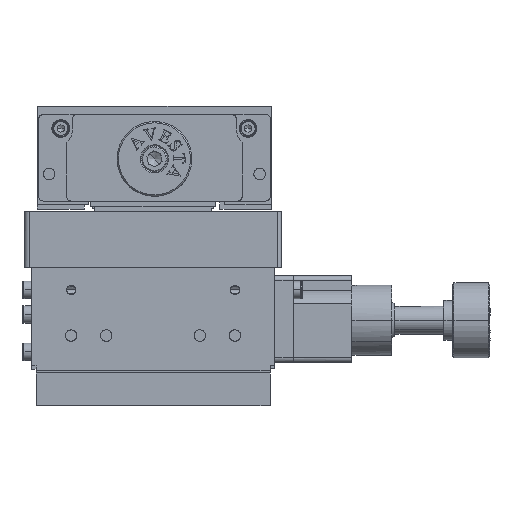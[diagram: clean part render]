
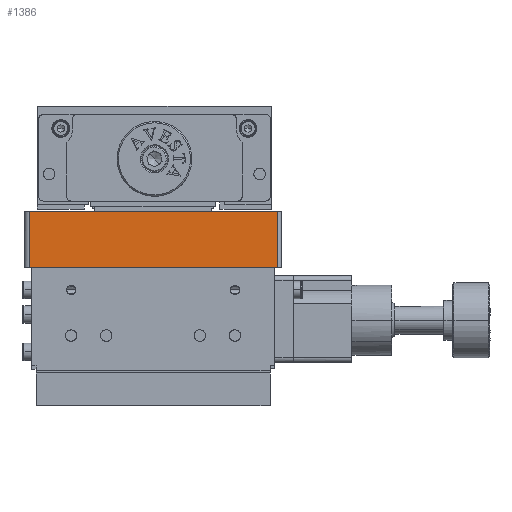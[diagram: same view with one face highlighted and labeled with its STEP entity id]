
A CAD part, left-side view. The second image highlights one B-rep face of the part: STEP entity #1386.
In plain terms, the highlighted free-form (B-spline) face has degree [1, 1] with [2, 2] control points.
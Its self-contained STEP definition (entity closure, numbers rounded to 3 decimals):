
#1386=ADVANCED_FACE('',(#2916),#51112,.T.);
#2916=FACE_OUTER_BOUND('',#4529,.T.);
#4529=EDGE_LOOP('',(#8515,#8516,#8517,#8518));
#8515=ORIENTED_EDGE('',*,*,#36431,.T.);
#8516=ORIENTED_EDGE('',*,*,#36432,.T.);
#8517=ORIENTED_EDGE('',*,*,#36433,.T.);
#8518=ORIENTED_EDGE('',*,*,#36434,.T.);
#18418=PCURVE('',#51112,#26126);
#18419=PCURVE('',#51112,#26127);
#18420=PCURVE('',#51112,#26128);
#18421=PCURVE('',#51112,#26129);
#18502=PCURVE('',#51775,#26210);
#18512=PCURVE('',#51776,#26220);
#18536=PCURVE('',#51117,#26244);
#18846=PCURVE('',#51145,#26554);
#26126=DEFINITIONAL_REPRESENTATION('',(#42479),#110612);
#26127=DEFINITIONAL_REPRESENTATION('',(#42481),#110612);
#26128=DEFINITIONAL_REPRESENTATION('',(#42483),#110612);
#26129=DEFINITIONAL_REPRESENTATION('',(#42485),#110612);
#26210=DEFINITIONAL_REPRESENTATION('',(#42598),#110612);
#26220=DEFINITIONAL_REPRESENTATION('',(#42613),#110612);
#26244=DEFINITIONAL_REPRESENTATION('',(#42640),#110612);
#26554=DEFINITIONAL_REPRESENTATION('',(#42926),#110612);
#32518=SURFACE_CURVE('',#42478,(#18418,#18512),.PCURVE_S1.);
#32519=SURFACE_CURVE('',#42480,(#18419,#18536),.PCURVE_S1.);
#32520=SURFACE_CURVE('',#42482,(#18420,#18502),.PCURVE_S1.);
#32521=SURFACE_CURVE('',#42484,(#18421,#18846),.PCURVE_S1.);
#36431=EDGE_CURVE('',#49203,#49204,#32518,.T.);
#36432=EDGE_CURVE('',#49204,#49205,#32519,.T.);
#36433=EDGE_CURVE('',#49205,#49206,#32520,.T.);
#36434=EDGE_CURVE('',#49206,#49203,#32521,.T.);
#42478=B_SPLINE_CURVE_WITH_KNOTS('',1,(#74091,#74092),.UNSPECIFIED.,.F.,
 .F.,(2,2),(-12.,0.),.UNSPECIFIED.);
#42479=B_SPLINE_CURVE_WITH_KNOTS('',1,(#74093,#74094),.UNSPECIFIED.,.F.,
 .F.,(2,2),(-12.,0.),.UNSPECIFIED.);
#42480=B_SPLINE_CURVE_WITH_KNOTS('',1,(#74095,#74096),.UNSPECIFIED.,.F.,
 .F.,(2,2),(0.,53.),.UNSPECIFIED.);
#42481=B_SPLINE_CURVE_WITH_KNOTS('',1,(#74097,#74098),.UNSPECIFIED.,.F.,
 .F.,(2,2),(0.,53.),.UNSPECIFIED.);
#42482=B_SPLINE_CURVE_WITH_KNOTS('',1,(#74099,#74100),.UNSPECIFIED.,.F.,
 .F.,(2,2),(-12.,0.),.UNSPECIFIED.);
#42483=B_SPLINE_CURVE_WITH_KNOTS('',1,(#74101,#74102),.UNSPECIFIED.,.F.,
 .F.,(2,2),(-12.,0.),.UNSPECIFIED.);
#42484=B_SPLINE_CURVE_WITH_KNOTS('',1,(#74103,#74104),.UNSPECIFIED.,.F.,
 .F.,(2,2),(-53.,0.),.UNSPECIFIED.);
#42485=B_SPLINE_CURVE_WITH_KNOTS('',1,(#74105,#74106),.UNSPECIFIED.,.F.,
 .F.,(2,2),(-53.,0.),.UNSPECIFIED.);
#42598=B_SPLINE_CURVE_WITH_KNOTS('',1,(#74451,#74452),.UNSPECIFIED.,.F.,
 .F.,(2,2),(-12.,0.),.UNSPECIFIED.);
#42613=B_SPLINE_CURVE_WITH_KNOTS('',1,(#74490,#74491),.UNSPECIFIED.,.F.,
 .F.,(2,2),(-12.,0.),.UNSPECIFIED.);
#42640=B_SPLINE_CURVE_WITH_KNOTS('',1,(#74585,#74586),.UNSPECIFIED.,.F.,
 .F.,(2,2),(0.,53.),.UNSPECIFIED.);
#42926=B_SPLINE_CURVE_WITH_KNOTS('',1,(#75983,#75984),.UNSPECIFIED.,.F.,
 .F.,(2,2),(-53.,0.),.UNSPECIFIED.);
#49203=VERTEX_POINT('',#62036);
#49204=VERTEX_POINT('',#62037);
#49205=VERTEX_POINT('',#62038);
#49206=VERTEX_POINT('',#62039);
#51112=B_SPLINE_SURFACE_WITH_KNOTS('',1,1,((#59085,#59086),(#59087,#59088)),
 .UNSPECIFIED.,.F.,.F.,.F.,(2,2),(2,2),(-1.32,13.32),
(-4.42,59.42),.UNSPECIFIED.);
#51117=B_SPLINE_SURFACE_WITH_KNOTS('',1,1,((#59441,#59442),(#59443,#59444)),
 .UNSPECIFIED.,.F.,.F.,.F.,(2,2),(2,2),(-33.12,33.12),
(-33.12,33.12),.UNSPECIFIED.);
#51145=B_SPLINE_SURFACE_WITH_KNOTS('',1,1,((#60561,#60562),(#60563,#60564)),
 .UNSPECIFIED.,.F.,.F.,.F.,(2,2),(2,2),(-33.12,33.12),
(-33.12,33.12),.UNSPECIFIED.);
#51775=(
BOUNDED_SURFACE()
B_SPLINE_SURFACE(2,1,((#59353,#59354),(#59355,#59356),(#59357,#59358),(#59359,
#59360),(#59361,#59362),(#59363,#59364),(#59365,#59366),(#59367,#59368),
(#59369,#59370)),.UNSPECIFIED.,.T.,.F.,.F.)
B_SPLINE_SURFACE_WITH_KNOTS((3,2,2,2,3),(2,2),(0.,1.571,3.142,
4.712,6.283),(0.,14.64),.UNSPECIFIED.)
GEOMETRIC_REPRESENTATION_ITEM()
RATIONAL_B_SPLINE_SURFACE(((1.,1.),(0.707,0.707),
(1.,1.),(0.707,0.707),(1.,1.),(0.707,
0.707),(1.,1.),(0.707,0.707),(1.,1.)))
REPRESENTATION_ITEM('')
SURFACE()
);
#51776=(
BOUNDED_SURFACE()
B_SPLINE_SURFACE(2,1,((#59375,#59376),(#59377,#59378),(#59379,#59380),(#59381,
#59382),(#59383,#59384),(#59385,#59386),(#59387,#59388),(#59389,#59390),
(#59391,#59392)),.UNSPECIFIED.,.T.,.F.,.F.)
B_SPLINE_SURFACE_WITH_KNOTS((3,2,2,2,3),(2,2),(0.,1.571,3.142,
4.712,6.283),(0.,14.64),.UNSPECIFIED.)
GEOMETRIC_REPRESENTATION_ITEM()
RATIONAL_B_SPLINE_SURFACE(((1.,1.),(0.707,0.707),
(1.,1.),(0.707,0.707),(1.,1.),(0.707,
0.707),(1.,1.),(0.707,0.707),(1.,1.)))
REPRESENTATION_ITEM('')
SURFACE()
);
#59085=CARTESIAN_POINT('',(-28.473,-21.623,29.868));
#59086=CARTESIAN_POINT('',(-28.473,42.217,29.868));
#59087=CARTESIAN_POINT('',(-28.473,-21.623,44.508));
#59088=CARTESIAN_POINT('',(-28.473,42.217,44.508));
#59353=CARTESIAN_POINT('',(-26.473,-16.203,29.868));
#59354=CARTESIAN_POINT('',(-26.473,-16.203,44.508));
#59355=CARTESIAN_POINT('',(-26.473,-15.203,29.868));
#59356=CARTESIAN_POINT('',(-26.473,-15.203,44.508));
#59357=CARTESIAN_POINT('',(-27.473,-15.203,29.868));
#59358=CARTESIAN_POINT('',(-27.473,-15.203,44.508));
#59359=CARTESIAN_POINT('',(-28.473,-15.203,29.868));
#59360=CARTESIAN_POINT('',(-28.473,-15.203,44.508));
#59361=CARTESIAN_POINT('',(-28.473,-16.203,29.868));
#59362=CARTESIAN_POINT('',(-28.473,-16.203,44.508));
#59363=CARTESIAN_POINT('',(-28.473,-17.203,29.868));
#59364=CARTESIAN_POINT('',(-28.473,-17.203,44.508));
#59365=CARTESIAN_POINT('',(-27.473,-17.203,29.868));
#59366=CARTESIAN_POINT('',(-27.473,-17.203,44.508));
#59367=CARTESIAN_POINT('',(-26.473,-17.203,29.868));
#59368=CARTESIAN_POINT('',(-26.473,-17.203,44.508));
#59369=CARTESIAN_POINT('',(-26.473,-16.203,29.868));
#59370=CARTESIAN_POINT('',(-26.473,-16.203,44.508));
#59375=CARTESIAN_POINT('',(-26.473,36.797,29.868));
#59376=CARTESIAN_POINT('',(-26.473,36.797,44.508));
#59377=CARTESIAN_POINT('',(-26.473,37.797,29.868));
#59378=CARTESIAN_POINT('',(-26.473,37.797,44.508));
#59379=CARTESIAN_POINT('',(-27.473,37.797,29.868));
#59380=CARTESIAN_POINT('',(-27.473,37.797,44.508));
#59381=CARTESIAN_POINT('',(-28.473,37.797,29.868));
#59382=CARTESIAN_POINT('',(-28.473,37.797,44.508));
#59383=CARTESIAN_POINT('',(-28.473,36.797,29.868));
#59384=CARTESIAN_POINT('',(-28.473,36.797,44.508));
#59385=CARTESIAN_POINT('',(-28.473,35.797,29.868));
#59386=CARTESIAN_POINT('',(-28.473,35.797,44.508));
#59387=CARTESIAN_POINT('',(-27.473,35.797,29.868));
#59388=CARTESIAN_POINT('',(-27.473,35.797,44.508));
#59389=CARTESIAN_POINT('',(-26.473,35.797,29.868));
#59390=CARTESIAN_POINT('',(-26.473,35.797,44.508));
#59391=CARTESIAN_POINT('',(-26.473,36.797,29.868));
#59392=CARTESIAN_POINT('',(-26.473,36.797,44.508));
#59441=CARTESIAN_POINT('',(-34.093,-22.823,31.188));
#59442=CARTESIAN_POINT('',(32.147,-22.823,31.188));
#59443=CARTESIAN_POINT('',(-34.093,43.417,31.188));
#59444=CARTESIAN_POINT('',(32.147,43.417,31.188));
#60561=CARTESIAN_POINT('',(-34.093,43.417,43.188));
#60562=CARTESIAN_POINT('',(32.147,43.417,43.188));
#60563=CARTESIAN_POINT('',(-34.093,-22.823,43.188));
#60564=CARTESIAN_POINT('',(32.147,-22.823,43.188));
#62036=CARTESIAN_POINT('',(-28.473,36.797,43.188));
#62037=CARTESIAN_POINT('',(-28.473,36.797,31.188));
#62038=CARTESIAN_POINT('',(-28.473,-16.203,31.188));
#62039=CARTESIAN_POINT('',(-28.473,-16.203,43.188));
#74091=CARTESIAN_POINT('',(-28.473,36.797,43.188));
#74092=CARTESIAN_POINT('',(-28.473,36.797,31.188));
#74093=CARTESIAN_POINT('',(12.,54.));
#74094=CARTESIAN_POINT('',(0.,54.));
#74095=CARTESIAN_POINT('',(-28.473,36.797,31.188));
#74096=CARTESIAN_POINT('',(-28.473,-16.203,31.188));
#74097=CARTESIAN_POINT('',(0.,54.));
#74098=CARTESIAN_POINT('',(0.,1.));
#74099=CARTESIAN_POINT('',(-28.473,-16.203,31.188));
#74100=CARTESIAN_POINT('',(-28.473,-16.203,43.188));
#74101=CARTESIAN_POINT('',(0.,1.));
#74102=CARTESIAN_POINT('',(12.,1.));
#74103=CARTESIAN_POINT('',(-28.473,-16.203,43.188));
#74104=CARTESIAN_POINT('',(-28.473,36.797,43.188));
#74105=CARTESIAN_POINT('',(12.,1.));
#74106=CARTESIAN_POINT('',(12.,54.));
#74451=CARTESIAN_POINT('',(3.142,1.32));
#74452=CARTESIAN_POINT('',(3.142,13.32));
#74490=CARTESIAN_POINT('',(3.142,13.32));
#74491=CARTESIAN_POINT('',(3.142,1.32));
#74585=CARTESIAN_POINT('',(26.5,-27.5));
#74586=CARTESIAN_POINT('',(-26.5,-27.5));
#75983=CARTESIAN_POINT('',(26.5,-27.5));
#75984=CARTESIAN_POINT('',(-26.5,-27.5));
#110612=(
GEOMETRIC_REPRESENTATION_CONTEXT(2)
PARAMETRIC_REPRESENTATION_CONTEXT()
REPRESENTATION_CONTEXT('pspace','')
);
